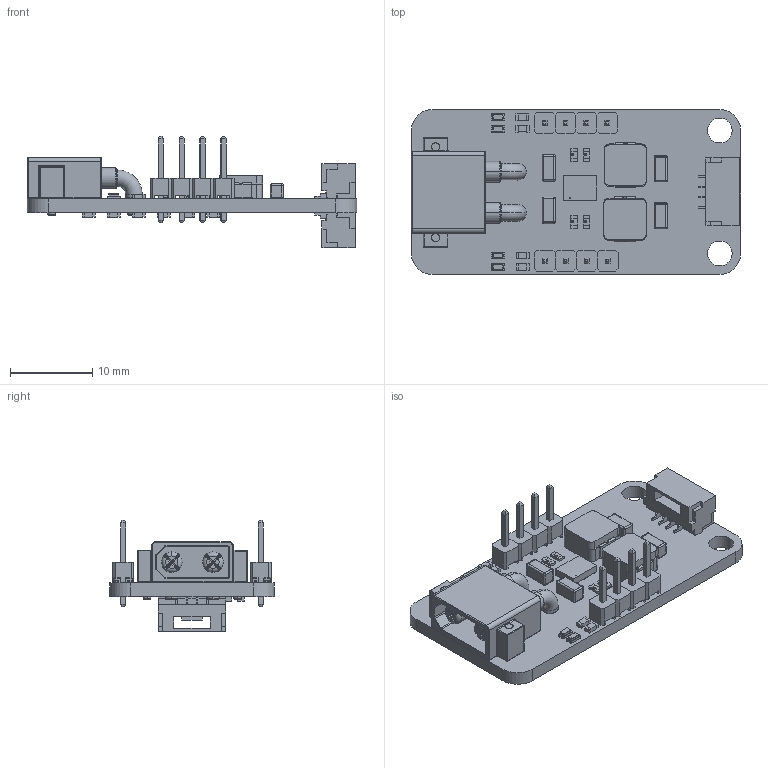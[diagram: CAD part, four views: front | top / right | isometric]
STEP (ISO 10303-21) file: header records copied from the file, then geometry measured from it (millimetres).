
FILE_DESCRIPTION(('Open CASCADE Model'),'2;1');
FILE_NAME('Open CASCADE Shape Model','2022-02-10T14:57:33',('Author'),( 'Open CASCADE'),'Open CASCADE STEP processor 6.8','Open CASCADE 6.8' ,'Unknown');
FILE_SCHEMA(('AUTOMOTIVE_DESIGN { 1 0 10303 214 1 1 1 1 }'));
Length unit declared in the file: millimetre
Products named in the file (66): PCB; Board; Open CASCADE STEP translator 6.8 1.1.1; C8; User_Library-0603_SMD_Capacitor; C7; R7; 5717312400; term1; term2; body; R6; 5717312480; R3; D4; LED_0603_RED; R10; 5717311040; R12; R11; R13; R8; R1; C2; 5717312800; Fillet1; Fillet2; body2; C1; 5717312720; U1; LQFN20_RevB_ADI; R9; R5; P4; JST_GH_SM04B-GHS-TB_1x04-1MP_P1.25mm_Horizontal; P1; XT30PW-M; L2; IHLP2020CZ ...
Assembly tree (89 placements, depth 4):
  PCB
    Board
      Open CASCADE STEP translator 6.8 1.1.1
    C8
      User_Library-0603_SMD_Capacitor
    C7
      User_Library-0603_SMD_Capacitor
    R7
      5717312400
        term1
        term2
        body
    R6
      5717312480
        term1
        term2
        body
    R3
      5717312480
        term1
        term2
        body
    D4
      LED_0603_RED
    R10
      5717311040
        term1
        term2
        body
    R12
      5717312480
        term1
        term2
        body
    R11
      5717311040
        term1
        term2
        body
    R13
      5717311040
        term1
        term2
        body
    R8
      5717311040
        term1
        term2
        body
    R1
      5717312480
        term1
        term2
        body
    C2
      5717312800
        Fillet1
        Fillet2
        body2
    C1
Bounding box: 40 x 20 x 13.52 mm (x, y, z)
Volume: 2193.5 mm3; surface area: 4248.5 mm2
Topology: 100 solids, 100 shells, 2309 faces, 5594 edges, 3454 vertices
Faces by surface type: plane 1554, cylinder 401, bspline 196, sphere 100, torus 58
Full cylindrical faces by diameter (mm): 0.15 x1, 1 x10, 1.8 x2, 3 x2
Entity records: 48075 total; most frequent: CARTESIAN_POINT 9763, DIRECTION 6045, ORIENTED_EDGE 5992, EDGE_CURVE 2996, LINE 2165, VECTOR 2165, AXIS2_PLACEMENT_3D 1940, VERTEX_POINT 1870
